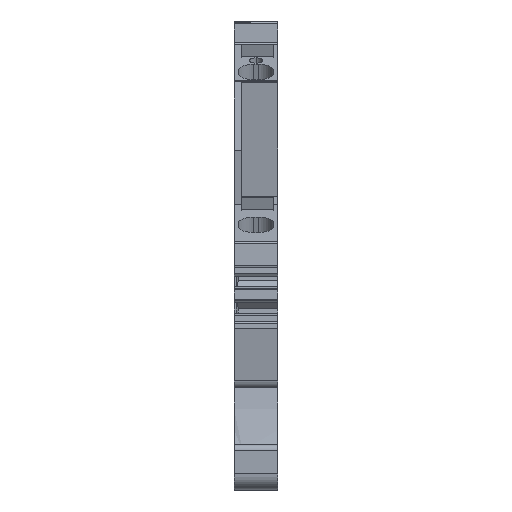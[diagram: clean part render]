
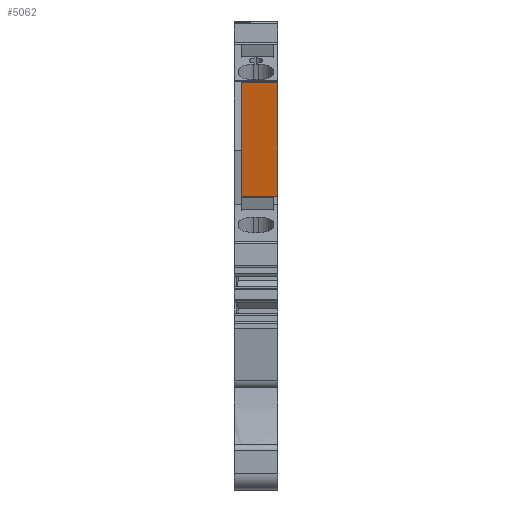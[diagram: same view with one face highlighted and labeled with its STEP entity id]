
A CAD part, front view. The second image highlights one B-rep face of the part: STEP entity #5062.
In plain terms, the highlighted planar face has unit normal (0, -0.983, -0.182).
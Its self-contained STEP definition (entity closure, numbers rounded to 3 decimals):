
#5026=AXIS2_PLACEMENT_3D('Plane Axis2P3D',#5023,#5024,#5025) ;
#5023=CARTESIAN_POINT('Axis2P3D Location',(5.1,10.446,47.461)) ;
#5028=CARTESIAN_POINT('Line Origine',(0.85,11.673,40.826)) ;
#5032=CARTESIAN_POINT('Vertex',(0.85,10.446,47.461)) ;
#5034=CARTESIAN_POINT('Vertex',(0.85,12.9,34.191)) ;
#5037=CARTESIAN_POINT('Line Origine',(2.975,12.9,34.191)) ;
#5041=CARTESIAN_POINT('Vertex',(5.1,12.9,34.191)) ;
#5044=CARTESIAN_POINT('Line Origine',(5.1,11.673,40.826)) ;
#5048=CARTESIAN_POINT('Vertex',(5.1,10.446,47.461)) ;
#5051=CARTESIAN_POINT('Line Origine',(2.975,10.446,47.461)) ;
#5024=DIRECTION('Axis2P3D Direction',(0.,0.983,0.182)) ;
#5025=DIRECTION('Axis2P3D XDirection',(0.,0.182,-0.983)) ;
#5029=DIRECTION('Vector Direction',(0.,0.182,-0.983)) ;
#5038=DIRECTION('Vector Direction',(-1.,0.,0.)) ;
#5045=DIRECTION('Vector Direction',(0.,0.182,-0.983)) ;
#5052=DIRECTION('Vector Direction',(-1.,0.,0.)) ;
#5030=VECTOR('Line Direction',#5029,1.) ;
#5039=VECTOR('Line Direction',#5038,1.) ;
#5046=VECTOR('Line Direction',#5045,1.) ;
#5053=VECTOR('Line Direction',#5052,1.) ;
#5057=ORIENTED_EDGE('',*,*,#5036,.T.) ;
#5058=ORIENTED_EDGE('',*,*,#5043,.F.) ;
#5059=ORIENTED_EDGE('',*,*,#5050,.F.) ;
#5060=ORIENTED_EDGE('',*,*,#5055,.T.) ;
#5062=ADVANCED_FACE('V1',(#5061),#5027,.F.) ;
#5036=EDGE_CURVE('',#5033,#5035,#5031,.T.) ;
#5043=EDGE_CURVE('',#5042,#5035,#5040,.T.) ;
#5050=EDGE_CURVE('',#5049,#5042,#5047,.T.) ;
#5055=EDGE_CURVE('',#5049,#5033,#5054,.T.) ;
#5056=EDGE_LOOP('',(#5057,#5058,#5059,#5060)) ;
#5061=FACE_OUTER_BOUND('',#5056,.T.) ;
#5031=LINE('Line',#5028,#5030) ;
#5040=LINE('Line',#5037,#5039) ;
#5047=LINE('Line',#5044,#5046) ;
#5054=LINE('Line',#5051,#5053) ;
#5027=PLANE('',#5026) ;
#5033=VERTEX_POINT('',#5032) ;
#5035=VERTEX_POINT('',#5034) ;
#5042=VERTEX_POINT('',#5041) ;
#5049=VERTEX_POINT('',#5048) ;
